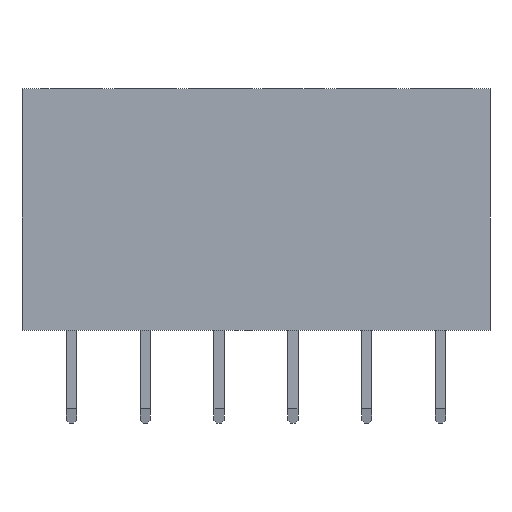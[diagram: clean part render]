
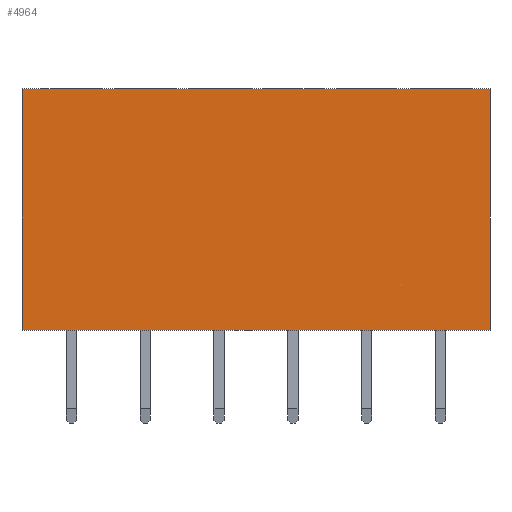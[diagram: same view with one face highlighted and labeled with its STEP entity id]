
A CAD part, front view. The second image highlights one B-rep face of the part: STEP entity #4964.
In plain terms, the highlighted planar face has unit normal (0, -1, 0).
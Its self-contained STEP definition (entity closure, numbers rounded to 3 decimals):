
#248=FACE_OUTER_BOUND('',#508,.T.);
#508=EDGE_LOOP('',(#3683,#3684,#3685,#3686));
#689=LINE('',#6837,#1337);
#697=LINE('',#6854,#1345);
#963=LINE('',#7380,#1611);
#964=LINE('',#7382,#1612);
#1337=VECTOR('',#5495,8.3);
#1345=VECTOR('',#5505,8.3);
#1611=VECTOR('',#5945,16.1);
#1612=VECTOR('',#5948,16.1);
#1985=VERTEX_POINT('',#6834);
#1986=VERTEX_POINT('',#6836);
#1993=VERTEX_POINT('',#6851);
#1994=VERTEX_POINT('',#6853);
#2465=EDGE_CURVE('',#1985,#1986,#689,.T.);
#2473=EDGE_CURVE('',#1993,#1994,#697,.T.);
#2739=EDGE_CURVE('',#1986,#1993,#963,.T.);
#2740=EDGE_CURVE('',#1985,#1994,#964,.T.);
#3683=ORIENTED_EDGE('',*,*,#2740,.T.);
#3684=ORIENTED_EDGE('',*,*,#2473,.F.);
#3685=ORIENTED_EDGE('',*,*,#2739,.F.);
#3686=ORIENTED_EDGE('',*,*,#2465,.F.);
#4746=PLANE('',#5232);
#4964=ADVANCED_FACE('',(#248),#4746,.T.);
#5232=AXIS2_PLACEMENT_3D('',#7381,#5946,#5947);
#5495=DIRECTION('',(0.,0.,-1.));
#5505=DIRECTION('',(0.,0.,1.));
#5945=DIRECTION('',(-1.,0.,0.));
#5946=DIRECTION('center_axis',(0.,-1.,0.));
#5947=DIRECTION('ref_axis',(1.,0.,0.));
#5948=DIRECTION('',(-1.,0.,0.));
#6834=CARTESIAN_POINT('',(14.4,-1.2,8.3));
#6836=CARTESIAN_POINT('',(14.4,-1.2,0.));
#6837=CARTESIAN_POINT('',(14.4,-1.2,8.3));
#6851=CARTESIAN_POINT('',(-1.7,-1.2,0.));
#6853=CARTESIAN_POINT('',(-1.7,-1.2,8.3));
#6854=CARTESIAN_POINT('',(-1.7,-1.2,0.));
#7380=CARTESIAN_POINT('',(1.5,-1.2,0.));
#7381=CARTESIAN_POINT('Origin',(-1.5,-1.2,0.));
#7382=CARTESIAN_POINT('',(-1.5,-1.2,8.3));
